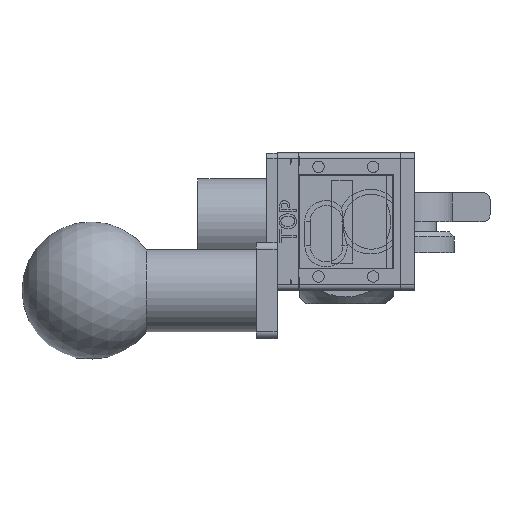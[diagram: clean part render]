
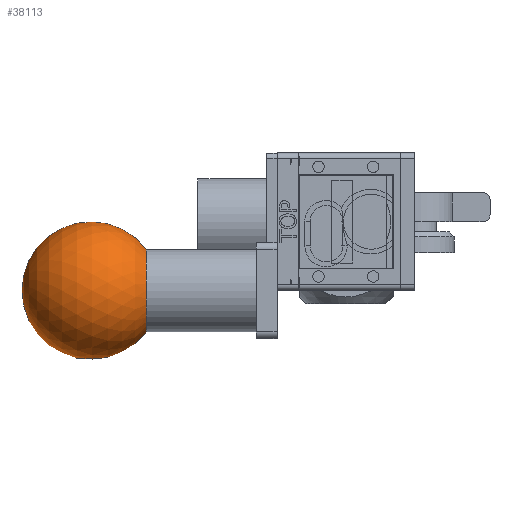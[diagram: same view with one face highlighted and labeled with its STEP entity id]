
A CAD part, left-side view. The second image highlights one B-rep face of the part: STEP entity #38113.
In plain terms, the highlighted spherical face has radius 25 mm.
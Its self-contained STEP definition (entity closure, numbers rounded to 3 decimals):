
#171=SPHERICAL_SURFACE('',#41365,25.);
#3158=CIRCLE('',#41366,15.);
#3159=CIRCLE('',#41367,25.);
#4972=FACE_OUTER_BOUND('',#7467,.T.);
#7467=EDGE_LOOP('',(#30709,#30710,#30711));
#17696=VERTEX_POINT('',#63554);
#17697=VERTEX_POINT('',#63556);
#22295=EDGE_CURVE('',#17696,#17696,#3158,.T.);
#22296=EDGE_CURVE('',#17697,#17696,#3159,.T.);
#30709=ORIENTED_EDGE('',*,*,#22295,.F.);
#30710=ORIENTED_EDGE('',*,*,#22296,.F.);
#30711=ORIENTED_EDGE('',*,*,#22296,.T.);
#38113=ADVANCED_FACE('',(#4972),#171,.T.);
#41365=AXIS2_PLACEMENT_3D('',#63553,#47734,#47735);
#41366=AXIS2_PLACEMENT_3D('',#63555,#47736,#47737);
#41367=AXIS2_PLACEMENT_3D('',#63557,#47738,#47739);
#47734=DIRECTION('center_axis',(0.,0.,1.));
#47735=DIRECTION('ref_axis',(1.,0.,0.));
#47736=DIRECTION('center_axis',(0.,0.,-1.));
#47737=DIRECTION('ref_axis',(1.,0.,0.));
#47738=DIRECTION('center_axis',(0.,-1.,0.));
#47739=DIRECTION('ref_axis',(-1.,0.,0.));
#63553=CARTESIAN_POINT('Origin',(25.,-25.,117.3));
#63554=CARTESIAN_POINT('',(10.,-25.,97.3));
#63555=CARTESIAN_POINT('Origin',(25.,-25.,97.3));
#63556=CARTESIAN_POINT('',(25.,-25.,142.3));
#63557=CARTESIAN_POINT('Origin',(25.,-25.,117.3));
